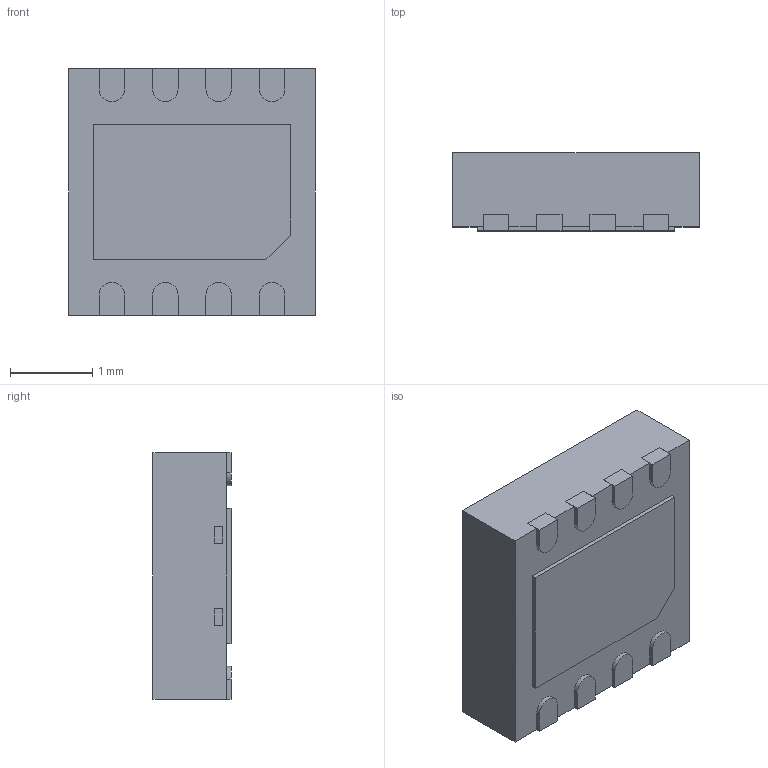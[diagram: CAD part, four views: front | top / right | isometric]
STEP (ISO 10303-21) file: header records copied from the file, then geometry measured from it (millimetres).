
FILE_DESCRIPTION(/* description */ ('Alibre Inc.'),/* implementation_level */ '2;1');
FILE_NAME(/* name */ 'export0',/* time_stamp */ '2016-03-08T15:20:59-08:00',/* author */ (''),/* organization */ (''),/* preprocessor_version */ 'ST-DEVELOPER v14',/* originating_system */ 'Alibre',/* authorisation */ '');
FILE_SCHEMA (('AUTOMOTIVE_DESIGN'));
Length unit declared in the file: millimetre
Bounding box: 3 x 0.95 x 3 mm (x, y, z)
Volume: 8.3 mm3; surface area: 45.4 mm2
Topology: 10 solids, 10 shells, 129 faces, 334 edges, 222 vertices
Faces by surface type: plane 113, cylinder 16
Entity records: 4198 total; most frequent: CARTESIAN_POINT 707, ORIENTED_EDGE 668, DIRECTION 555, EDGE_CURVE 334, VECTOR 302, LINE 302, VERTEX_POINT 222, AXIS2_PLACEMENT_3D 183
